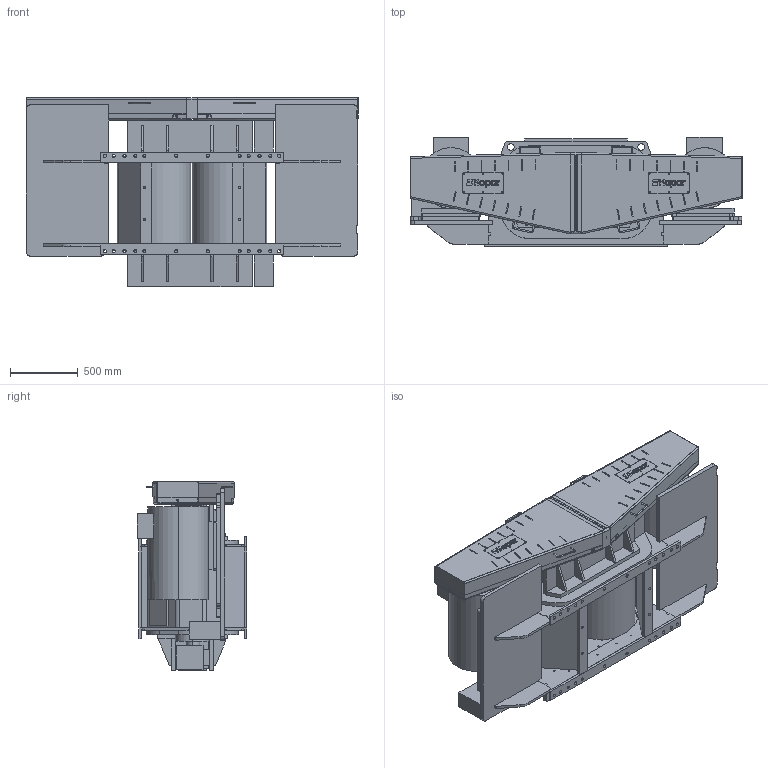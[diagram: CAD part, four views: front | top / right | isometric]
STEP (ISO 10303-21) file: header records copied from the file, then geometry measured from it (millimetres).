
FILE_DESCRIPTION (( 'STEP AP214' ), '1' );
FILE_NAME ('KRLC600.STEP', '2025-01-16T11:11:42', ( '' ), ( '' ), 'SwSTEP 2.0', 'SolidWorks 2022', '' );
FILE_SCHEMA (( 'AUTOMOTIVE_DESIGN' ));
Length unit declared in the file: millimetre
Products named in the file (1): KRLC600
Bounding box: 2459.53 x 813 x 1403.5 mm (x, y, z)
Volume: 822620454.4 mm3; surface area: 33647439 mm2
Topology: 75 solids, 75 shells, 2012 faces, 5157 edges, 3372 vertices
Faces by surface type: plane 1073, cylinder 915, torus 16, bspline 8
Entity records: 82976 total; most frequent: CARTESIAN_POINT 11062, DIRECTION 10989, ORIENTED_EDGE 10314, EDGE_CURVE 5157, AXIS2_PLACEMENT_3D 3859, VERTEX_POINT 3372, LINE 3271, VECTOR 3271
